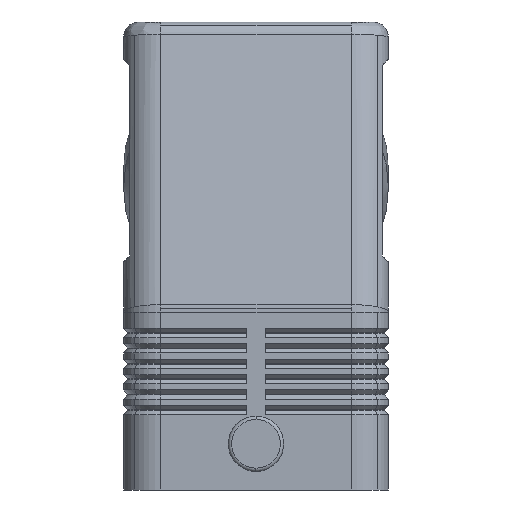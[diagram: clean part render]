
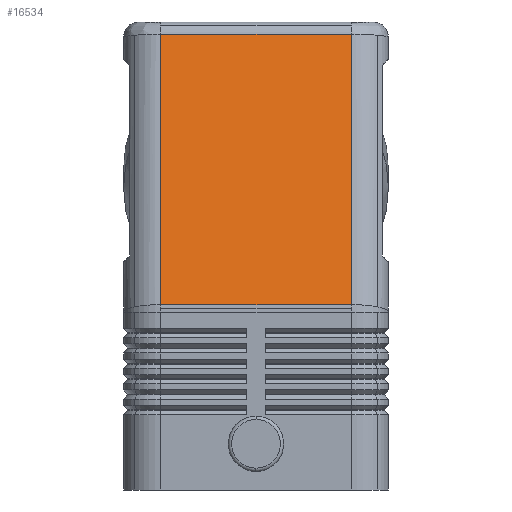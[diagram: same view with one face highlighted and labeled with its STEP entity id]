
A CAD part, left-side view. The second image highlights one B-rep face of the part: STEP entity #16534.
In plain terms, the highlighted planar face has unit normal (-0.98, 0, 0.2).
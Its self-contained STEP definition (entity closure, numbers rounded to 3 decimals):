
#727=CARTESIAN_POINT('',(-59.879,-15.5,30.094));
#728=VERTEX_POINT('',#727);
#736=CARTESIAN_POINT('',(-59.879,15.5,30.094));
#737=VERTEX_POINT('',#736);
#738=CARTESIAN_POINT('',(-59.879,-15.5,30.094));
#739=DIRECTION('',(0.0,1.0,0.0));
#740=VECTOR('',#739,31.);
#741=LINE('',#738,#740);
#742=EDGE_CURVE('',#728,#737,#741,.T.);
#16074=CARTESIAN_POINT('',(-50.909,-15.5,74.));
#16075=VERTEX_POINT('',#16074);
#16083=CARTESIAN_POINT('',(-50.909,-15.5,74.));
#16084=DIRECTION('',(-0.2,0.0,-0.98));
#16085=VECTOR('',#16084,44.813);
#16086=LINE('',#16083,#16085);
#16087=EDGE_CURVE('',#16075,#728,#16086,.T.);
#16511=CARTESIAN_POINT('',(-50.5,0.0,76.0));
#16512=DIRECTION('',(-0.98,0.0,0.2));
#16513=DIRECTION('',(0.2,0.0,0.98));
#16514=AXIS2_PLACEMENT_3D('',#16511,#16512,#16513);
#16515=PLANE('',#16514);
#16516=ORIENTED_EDGE('',*,*,#16087,.F.);
#16517=CARTESIAN_POINT('',(-50.909,15.5,74.));
#16518=VERTEX_POINT('',#16517);
#16519=CARTESIAN_POINT('',(-50.909,15.5,74.));
#16520=DIRECTION('',(0.0,-1.0,0.0));
#16521=VECTOR('',#16520,31.);
#16522=LINE('',#16519,#16521);
#16523=EDGE_CURVE('',#16518,#16075,#16522,.T.);
#16524=ORIENTED_EDGE('',*,*,#16523,.F.);
#16525=CARTESIAN_POINT('',(-59.879,15.5,30.094));
#16526=DIRECTION('',(0.2,0.0,0.98));
#16527=VECTOR('',#16526,44.813);
#16528=LINE('',#16525,#16527);
#16529=EDGE_CURVE('',#737,#16518,#16528,.T.);
#16530=ORIENTED_EDGE('',*,*,#16529,.F.);
#16531=ORIENTED_EDGE('',*,*,#742,.F.);
#16532=EDGE_LOOP('',(#16516,#16524,#16530,#16531));
#16533=FACE_OUTER_BOUND('',#16532,.T.);
#16534=ADVANCED_FACE('',(#16533),#16515,.T.);
